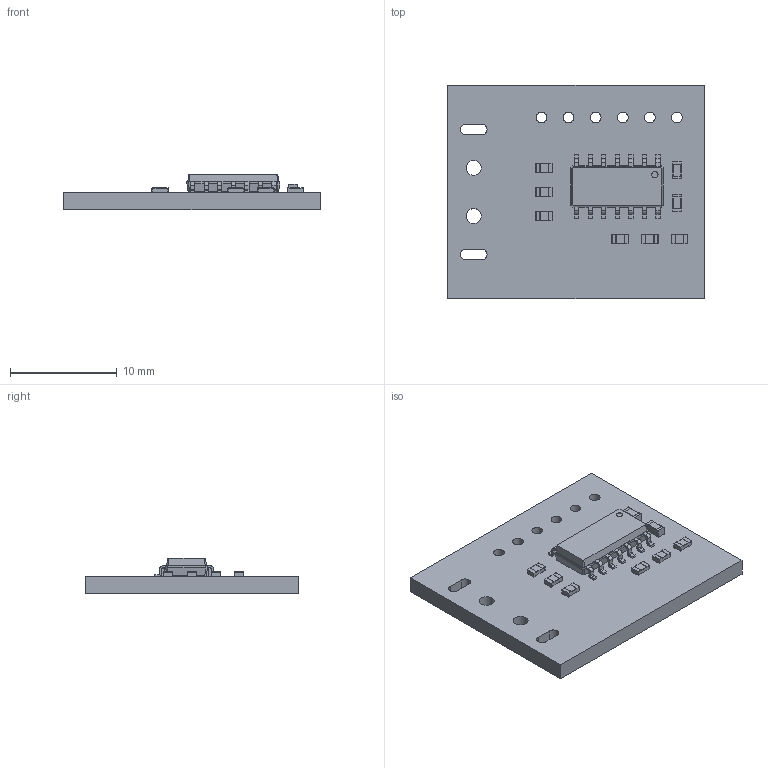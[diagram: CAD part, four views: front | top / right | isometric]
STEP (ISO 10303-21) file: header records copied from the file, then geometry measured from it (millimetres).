
FILE_DESCRIPTION(('FreeCAD Model'),'2;1');
FILE_NAME('resetUSB1.step', '2018-02-21T10:55:52',('kicad StepUp'),('ksu MCAD'), 'Open CASCADE STEP processor 6.8','FreeCAD','Unknown');
FILE_SCHEMA(('AUTOMOTIVE_DESIGN_CC2 { 1 2 10303 214 -1 1 5 4 }'));
Length unit declared in the file: millimetre
Products named in the file (11): ASSEMBLY; Pcb; R_0603_; R_0603_001; R_0603_002; R_0603_003; C_0603_; C_0603_001; SOIC-14_3.9x8.7mm_Pitch1.27mm_; R_0603_004; R_0603_005
Assembly tree (10 placements, depth 2):
  ASSEMBLY
    Pcb
    R_0603_
    R_0603_001
    R_0603_002
    R_0603_003
    C_0603_
    C_0603_001
    SOIC-14_3.9x8.7mm_Pitch1.27mm_
    R_0603_004
    R_0603_005
Bounding box: 24 x 20 x 3.35 mm (x, y, z)
Volume: 807.9 mm3; surface area: 1313.1 mm2
Topology: 10 solids, 10 shells, 496 faces, 1333 edges, 862 vertices
Faces by surface type: plane 313, cylinder 145, bspline 38
Full cylindrical faces by diameter (mm): 0.6 x1, 1 x6, 1.4 x2
Entity records: 18867 total; most frequent: CARTESIAN_POINT 2848, ORIENTED_EDGE 2666, DIRECTION 2529, EDGE_CURVE 1333, LINE 1011, VECTOR 1011, VERTEX_POINT 862, AXIS2_PLACEMENT_3D 759
